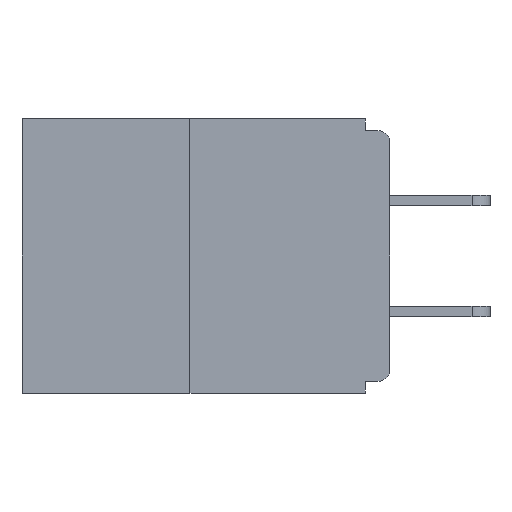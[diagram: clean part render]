
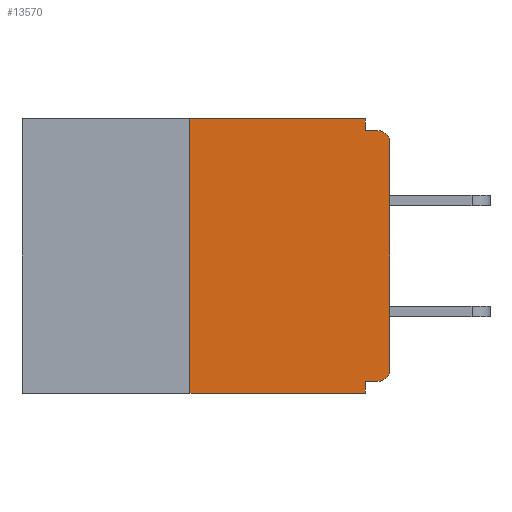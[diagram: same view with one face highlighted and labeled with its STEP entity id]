
A CAD part, left-side view. The second image highlights one B-rep face of the part: STEP entity #13570.
In plain terms, the highlighted planar face has unit normal (-1, 0, 0).
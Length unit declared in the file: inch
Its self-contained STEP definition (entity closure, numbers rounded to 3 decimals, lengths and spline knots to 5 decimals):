
#1389 = CARTESIAN_POINT ( 'NONE',  ( 0., 0.25, 0. ) ) ;
#1787 = CARTESIAN_POINT ( 'NONE',  ( 0., 0.015, -0.313 ) ) ;
#1885 = EDGE_CURVE ( 'NONE', #21523, #23108, #8325, .T. ) ;
#2559 = EDGE_LOOP ( 'NONE', ( #15392, #6470, #26249, #11150, #5553, #6295, #9032, #20203, #25352, #6061 ) ) ;
#2568 = CARTESIAN_POINT ( 'NONE',  ( 0., 0.25, 0. ) ) ;
#2704 = CARTESIAN_POINT ( 'NONE',  ( 0., 0.031, -0.343 ) ) ;
#3419 = DIRECTION ( 'NONE',  ( 0., -1., 0. ) ) ;
#3740 = CARTESIAN_POINT ( 'NONE',  ( 0., 0.031, 0. ) ) ;
#3990 = EDGE_CURVE ( 'NONE', #8093, #20516, #23490, .T. ) ;
#4075 = VERTEX_POINT ( 'NONE', #23226 ) ;
#4175 = EDGE_CURVE ( 'NONE', #5596, #9025, #19302, .T. ) ;
#4712 = FACE_OUTER_BOUND ( 'NONE', #2559, .T. ) ;
#5105 = CARTESIAN_POINT ( 'NONE',  ( 0., 0.46, 0. ) ) ;
#5211 = LINE ( 'NONE', #17547, #13491 ) ;
#5553 = ORIENTED_EDGE ( 'NONE', *, *, #6498, .F. ) ;
#5596 = VERTEX_POINT ( 'NONE', #20582 ) ;
#5802 = DIRECTION ( 'NONE',  ( 0., 0., -1. ) ) ;
#6061 = ORIENTED_EDGE ( 'NONE', *, *, #16423, .F. ) ;
#6295 = ORIENTED_EDGE ( 'NONE', *, *, #19674, .T. ) ;
#6470 = ORIENTED_EDGE ( 'NONE', *, *, #1885, .F. ) ;
#6498 = EDGE_CURVE ( 'NONE', #25041, #5596, #5211, .T. ) ;
#6923 = LINE ( 'NONE', #25579, #13915 ) ;
#7440 = CARTESIAN_POINT ( 'NONE',  ( 0., 0., -0.015 ) ) ;
#7684 = VECTOR ( 'NONE', #18066, 39.37008 ) ;
#7915 = EDGE_CURVE ( 'NONE', #21523, #9025, #6923, .T. ) ;
#8093 = VERTEX_POINT ( 'NONE', #18834 ) ;
#8160 = VECTOR ( 'NONE', #3419, 39.37008 ) ;
#8216 = DIRECTION ( 'NONE',  ( 0., 0., -1. ) ) ;
#8325 = LINE ( 'NONE', #1389, #10880 ) ;
#8333 = CARTESIAN_POINT ( 'NONE',  ( 0., 0.031, 0. ) ) ;
#9025 = VERTEX_POINT ( 'NONE', #13767 ) ;
#9032 = ORIENTED_EDGE ( 'NONE', *, *, #3990, .T. ) ;
#9482 = DIRECTION ( 'NONE',  ( 0., -1., 0. ) ) ;
#9575 = EDGE_CURVE ( 'NONE', #4075, #18678, #20222, .T. ) ;
#9696 = CARTESIAN_POINT ( 'NONE',  ( 0., 0.015, -0.015 ) ) ;
#9733 = DIRECTION ( 'NONE',  ( 1., 0., 0. ) ) ;
#10237 = DIRECTION ( 'NONE',  ( -1., 0., 0. ) ) ;
#10259 = CARTESIAN_POINT ( 'NONE',  ( 0., 0.015, -0.03 ) ) ;
#10880 = VECTOR ( 'NONE', #13486, 39.37008 ) ;
#11150 = ORIENTED_EDGE ( 'NONE', *, *, #4175, .F. ) ;
#11685 = CIRCLE ( 'NONE', #25539, 0.015 ) ;
#11688 = VECTOR ( 'NONE', #15036, 39.37008 ) ;
#11974 = PLANE ( 'NONE',  #21677 ) ;
#12307 = LINE ( 'NONE', #5105, #8160 ) ;
#12439 = VERTEX_POINT ( 'NONE', #8333 ) ;
#12502 = LINE ( 'NONE', #3740, #7684 ) ;
#13486 = DIRECTION ( 'NONE',  ( 0., 0., 1. ) ) ;
#13491 = VECTOR ( 'NONE', #21631, 39.37008 ) ;
#13570 = ADVANCED_FACE ( 'NONE', ( #4712 ), #11974, .F. ) ;
#13575 = CIRCLE ( 'NONE', #14994, 0.015 ) ;
#13767 = CARTESIAN_POINT ( 'NONE',  ( 0., 0.031, -0.343 ) ) ;
#13915 = VECTOR ( 'NONE', #9482, 39.37008 ) ;
#14175 = DIRECTION ( 'NONE',  ( -1., 0., 0. ) ) ;
#14330 = CARTESIAN_POINT ( 'NONE',  ( 0., 0., -0.03 ) ) ;
#14883 = CARTESIAN_POINT ( 'NONE',  ( 0., 0., 0. ) ) ;
#14994 = AXIS2_PLACEMENT_3D ( 'NONE', #10259, #14175, #8216 ) ;
#15036 = DIRECTION ( 'NONE',  ( 0., 0., -1. ) ) ;
#15392 = ORIENTED_EDGE ( 'NONE', *, *, #20844, .F. ) ;
#15435 = CARTESIAN_POINT ( 'NONE',  ( 0., 0.015, -0.328 ) ) ;
#16423 = EDGE_CURVE ( 'NONE', #12439, #4075, #12502, .T. ) ;
#17547 = CARTESIAN_POINT ( 'NONE',  ( 0., 0., -0.328 ) ) ;
#18066 = DIRECTION ( 'NONE',  ( 0., 0., -1. ) ) ;
#18270 = CARTESIAN_POINT ( 'NONE',  ( 0., 0.46, 0. ) ) ;
#18678 = VERTEX_POINT ( 'NONE', #9696 ) ;
#18834 = CARTESIAN_POINT ( 'NONE',  ( 0., 0., -0.313 ) ) ;
#19302 = LINE ( 'NONE', #2704, #11688 ) ;
#19674 = EDGE_CURVE ( 'NONE', #25041, #8093, #11685, .T. ) ;
#20203 = ORIENTED_EDGE ( 'NONE', *, *, #20227, .T. ) ;
#20222 = LINE ( 'NONE', #7440, #24964 ) ;
#20227 = EDGE_CURVE ( 'NONE', #20516, #18678, #13575, .T. ) ;
#20507 = CARTESIAN_POINT ( 'NONE',  ( 0., 0.25, -0.343 ) ) ;
#20516 = VERTEX_POINT ( 'NONE', #14330 ) ;
#20582 = CARTESIAN_POINT ( 'NONE',  ( 0., 0.031, -0.328 ) ) ;
#20625 = VECTOR ( 'NONE', #23044, 39.37008 ) ;
#20844 = EDGE_CURVE ( 'NONE', #23108, #12439, #12307, .T. ) ;
#21523 = VERTEX_POINT ( 'NONE', #20507 ) ;
#21631 = DIRECTION ( 'NONE',  ( 0., 1., 0. ) ) ;
#21677 = AXIS2_PLACEMENT_3D ( 'NONE', #18270, #9733, #5802 ) ;
#22333 = DIRECTION ( 'NONE',  ( 0., 0., -1. ) ) ;
#23044 = DIRECTION ( 'NONE',  ( 0., 0., 1. ) ) ;
#23108 = VERTEX_POINT ( 'NONE', #2568 ) ;
#23226 = CARTESIAN_POINT ( 'NONE',  ( 0., 0.031, -0.015 ) ) ;
#23490 = LINE ( 'NONE', #14883, #20625 ) ;
#23801 = DIRECTION ( 'NONE',  ( 0., -1., 0. ) ) ;
#24964 = VECTOR ( 'NONE', #23801, 39.37008 ) ;
#25041 = VERTEX_POINT ( 'NONE', #15435 ) ;
#25352 = ORIENTED_EDGE ( 'NONE', *, *, #9575, .F. ) ;
#25539 = AXIS2_PLACEMENT_3D ( 'NONE', #1787, #10237, #22333 ) ;
#25579 = CARTESIAN_POINT ( 'NONE',  ( 0., 0.46, -0.343 ) ) ;
#26249 = ORIENTED_EDGE ( 'NONE', *, *, #7915, .T. ) ;
